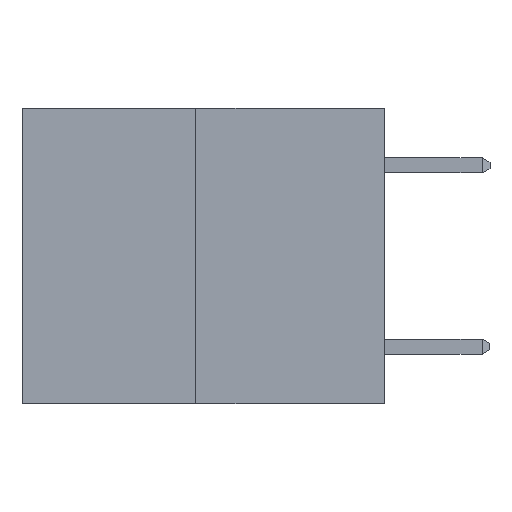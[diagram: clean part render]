
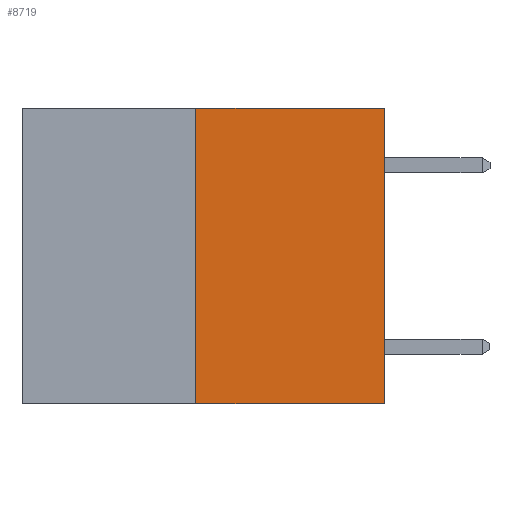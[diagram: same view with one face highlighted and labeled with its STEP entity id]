
A CAD part, left-side view. The second image highlights one B-rep face of the part: STEP entity #8719.
In plain terms, the highlighted planar face has unit normal (-1, 0, 0).
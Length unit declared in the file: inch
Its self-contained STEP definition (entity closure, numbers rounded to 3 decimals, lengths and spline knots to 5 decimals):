
#708 = CARTESIAN_POINT ( 'NONE',  ( 0., 0.312, -0.49 ) ) ;
#1902 = VECTOR ( 'NONE', #9749, 39.37008 ) ;
#1934 = VERTEX_POINT ( 'NONE', #5558 ) ;
#1941 = VERTEX_POINT ( 'NONE', #708 ) ;
#2250 = LINE ( 'NONE', #5163, #9092 ) ;
#2296 = CARTESIAN_POINT ( 'NONE',  ( 0., 0., 0. ) ) ;
#2414 = CARTESIAN_POINT ( 'NONE',  ( 0., 0.6, -0.49 ) ) ;
#2639 = ORIENTED_EDGE ( 'NONE', *, *, #5010, .T. ) ;
#2829 = DIRECTION ( 'NONE',  ( 0., 0., 1. ) ) ;
#3354 = EDGE_CURVE ( 'NONE', #6348, #7795, #5264, .T. ) ;
#3953 = LINE ( 'NONE', #8296, #6777 ) ;
#3979 = PLANE ( 'NONE',  #7505 ) ;
#4050 = DIRECTION ( 'NONE',  ( 1., 0., 0. ) ) ;
#4104 = ORIENTED_EDGE ( 'NONE', *, *, #5122, .F. ) ;
#4360 = DIRECTION ( 'NONE',  ( 0., -1., 0. ) ) ;
#4375 = FACE_OUTER_BOUND ( 'NONE', #7559, .T. ) ;
#5010 = EDGE_CURVE ( 'NONE', #1941, #6348, #5940, .T. ) ;
#5122 = EDGE_CURVE ( 'NONE', #1941, #1934, #2250, .T. ) ;
#5163 = CARTESIAN_POINT ( 'NONE',  ( 0., 0.312, -0.49 ) ) ;
#5264 = LINE ( 'NONE', #7609, #9016 ) ;
#5558 = CARTESIAN_POINT ( 'NONE',  ( 0., 0.312, 0. ) ) ;
#5940 = LINE ( 'NONE', #2414, #1902 ) ;
#6348 = VERTEX_POINT ( 'NONE', #7189 ) ;
#6777 = VECTOR ( 'NONE', #4360, 39.37008 ) ;
#7102 = EDGE_CURVE ( 'NONE', #1934, #7795, #3953, .T. ) ;
#7189 = CARTESIAN_POINT ( 'NONE',  ( 0., 0., -0.49 ) ) ;
#7240 = CARTESIAN_POINT ( 'NONE',  ( 0., 0.6, 0. ) ) ;
#7505 = AXIS2_PLACEMENT_3D ( 'NONE', #7240, #4050, #8749 ) ;
#7559 = EDGE_LOOP ( 'NONE', ( #4104, #2639, #9825, #9346 ) ) ;
#7609 = CARTESIAN_POINT ( 'NONE',  ( 0., 0., 0. ) ) ;
#7795 = VERTEX_POINT ( 'NONE', #2296 ) ;
#8229 = DIRECTION ( 'NONE',  ( 0., 0., 1. ) ) ;
#8296 = CARTESIAN_POINT ( 'NONE',  ( 0., 0.6, 0. ) ) ;
#8719 = ADVANCED_FACE ( 'NONE', ( #4375 ), #3979, .F. ) ;
#8749 = DIRECTION ( 'NONE',  ( 0., 0., -1. ) ) ;
#9016 = VECTOR ( 'NONE', #2829, 39.37008 ) ;
#9092 = VECTOR ( 'NONE', #8229, 39.37008 ) ;
#9346 = ORIENTED_EDGE ( 'NONE', *, *, #7102, .F. ) ;
#9749 = DIRECTION ( 'NONE',  ( 0., -1., 0. ) ) ;
#9825 = ORIENTED_EDGE ( 'NONE', *, *, #3354, .T. ) ;
